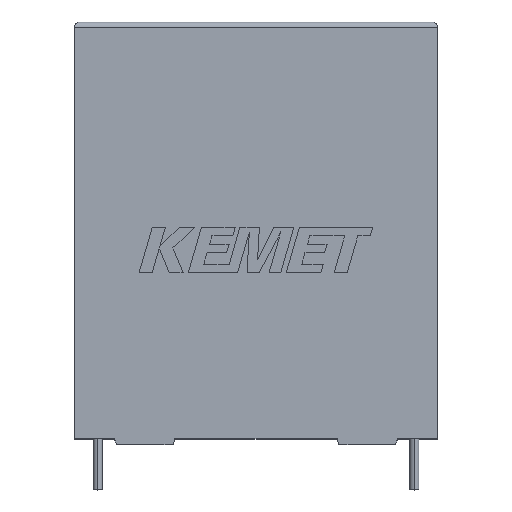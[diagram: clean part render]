
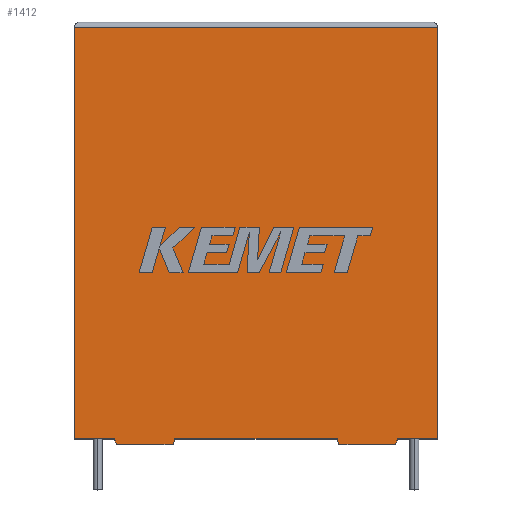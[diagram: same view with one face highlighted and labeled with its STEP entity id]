
A CAD part, top view. The second image highlights one B-rep face of the part: STEP entity #1412.
In plain terms, the highlighted planar face has unit normal (0, 0, 1).
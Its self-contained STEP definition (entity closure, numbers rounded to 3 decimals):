
#12 = CARTESIAN_POINT ( 'NONE',  ( 32., 0., 22.3 ) ) ;
#60 = LINE ( 'NONE', #2602, #2633 ) ;
#71 = DIRECTION ( 'NONE',  ( -1., 0., 0. ) ) ;
#107 = VERTEX_POINT ( 'NONE', #2516 ) ;
#128 = CARTESIAN_POINT ( 'NONE',  ( 28.3, -0.5, 22.3 ) ) ;
#161 = CARTESIAN_POINT ( 'NONE',  ( 28.45, 0., 22.3 ) ) ;
#218 = LINE ( 'NONE', #517, #524 ) ;
#270 = CARTESIAN_POINT ( 'NONE',  ( 23.3, -0.5, 22.3 ) ) ;
#286 = VERTEX_POINT ( 'NONE', #1036 ) ;
#293 = ORIENTED_EDGE ( 'NONE', *, *, #1967, .T. ) ;
#320 = CARTESIAN_POINT ( 'NONE',  ( 8.85, 0., 22.3 ) ) ;
#400 = VERTEX_POINT ( 'NONE', #564 ) ;
#422 = VECTOR ( 'NONE', #717, 1000. ) ;
#483 = EDGE_CURVE ( 'NONE', #1320, #2013, #3224, .T. ) ;
#489 = VERTEX_POINT ( 'NONE', #2880 ) ;
#514 = EDGE_CURVE ( 'NONE', #850, #2693, #1452, .T. ) ;
#515 = ORIENTED_EDGE ( 'NONE', *, *, #1155, .F. ) ;
#517 = CARTESIAN_POINT ( 'NONE',  ( 8.7, -0.5, 22.3 ) ) ;
#524 = VECTOR ( 'NONE', #2268, 1000. ) ;
#532 = VECTOR ( 'NONE', #2459, 1000. ) ;
#564 = CARTESIAN_POINT ( 'NONE',  ( 32., 36.2, 22.3 ) ) ;
#577 = VECTOR ( 'NONE', #837, 1000. ) ;
#583 = LINE ( 'NONE', #978, #1739 ) ;
#587 = CARTESIAN_POINT ( 'NONE',  ( 0., 0., 22.3 ) ) ;
#635 = CARTESIAN_POINT ( 'NONE',  ( 0., 0., 22.3 ) ) ;
#693 = VECTOR ( 'NONE', #2404, 1000. ) ;
#697 = CARTESIAN_POINT ( 'NONE',  ( 0., 0., 22.3 ) ) ;
#717 = DIRECTION ( 'NONE',  ( -0.287, 0.958, 0. ) ) ;
#797 = VECTOR ( 'NONE', #71, 1000. ) ;
#816 = AXIS2_PLACEMENT_3D ( 'NONE', #587, #2335, #853 ) ;
#837 = DIRECTION ( 'NONE',  ( -1., 0., 0. ) ) ;
#850 = VERTEX_POINT ( 'NONE', #2980 ) ;
#853 = DIRECTION ( 'NONE',  ( -1., 0., 0. ) ) ;
#933 = ORIENTED_EDGE ( 'NONE', *, *, #1145, .T. ) ;
#954 = FACE_OUTER_BOUND ( 'NONE', #2575, .T. ) ;
#957 = VERTEX_POINT ( 'NONE', #270 ) ;
#978 = CARTESIAN_POINT ( 'NONE',  ( 0., 0., 22.3 ) ) ;
#996 = LINE ( 'NONE', #2963, #422 ) ;
#1033 = VECTOR ( 'NONE', #1787, 1000. ) ;
#1036 = CARTESIAN_POINT ( 'NONE',  ( 0., 36.2, 22.3 ) ) ;
#1097 = PLANE ( 'NONE',  #816 ) ;
#1101 = VECTOR ( 'NONE', #2659, 1000. ) ;
#1145 = EDGE_CURVE ( 'NONE', #850, #2436, #2528, .T. ) ;
#1155 = EDGE_CURVE ( 'NONE', #2693, #957, #2295, .T. ) ;
#1253 = CARTESIAN_POINT ( 'NONE',  ( 32., 0., 22.3 ) ) ;
#1272 = DIRECTION ( 'NONE',  ( 0., 1., 0. ) ) ;
#1300 = EDGE_CURVE ( 'NONE', #1355, #2004, #2958, .T. ) ;
#1320 = VERTEX_POINT ( 'NONE', #697 ) ;
#1352 = LINE ( 'NONE', #1253, #1671 ) ;
#1355 = VERTEX_POINT ( 'NONE', #320 ) ;
#1361 = CARTESIAN_POINT ( 'NONE',  ( 3.55, 0., 22.3 ) ) ;
#1402 = ORIENTED_EDGE ( 'NONE', *, *, #514, .F. ) ;
#1409 = ORIENTED_EDGE ( 'NONE', *, *, #2959, .T. ) ;
#1412 = ADVANCED_FACE ( 'NONE', ( #954 ), #1097, .F. ) ;
#1452 = LINE ( 'NONE', #161, #1101 ) ;
#1664 = ORIENTED_EDGE ( 'NONE', *, *, #483, .T. ) ;
#1671 = VECTOR ( 'NONE', #1272, 1000. ) ;
#1673 = CARTESIAN_POINT ( 'NONE',  ( 3.55, 0., 22.3 ) ) ;
#1680 = CARTESIAN_POINT ( 'NONE',  ( 23.15, 0., 22.3 ) ) ;
#1713 = EDGE_CURVE ( 'NONE', #400, #286, #2560, .T. ) ;
#1739 = VECTOR ( 'NONE', #2220, 1000. ) ;
#1755 = ORIENTED_EDGE ( 'NONE', *, *, #2808, .T. ) ;
#1787 = DIRECTION ( 'NONE',  ( 1., 0., 0. ) ) ;
#1867 = ORIENTED_EDGE ( 'NONE', *, *, #2159, .T. ) ;
#1967 = EDGE_CURVE ( 'NONE', #489, #107, #60, .T. ) ;
#2004 = VERTEX_POINT ( 'NONE', #1680 ) ;
#2013 = VERTEX_POINT ( 'NONE', #1673 ) ;
#2072 = CARTESIAN_POINT ( 'NONE',  ( 0., 0., 22.3 ) ) ;
#2085 = EDGE_CURVE ( 'NONE', #957, #2004, #996, .T. ) ;
#2159 = EDGE_CURVE ( 'NONE', #2013, #489, #3240, .T. ) ;
#2220 = DIRECTION ( 'NONE',  ( 0., -1., 0. ) ) ;
#2268 = DIRECTION ( 'NONE',  ( 0.287, 0.958, 0. ) ) ;
#2295 = LINE ( 'NONE', #3122, #577 ) ;
#2335 = DIRECTION ( 'NONE',  ( 0., 0., -1. ) ) ;
#2384 = DIRECTION ( 'NONE',  ( 1., 0., 0. ) ) ;
#2392 = ORIENTED_EDGE ( 'NONE', *, *, #1300, .T. ) ;
#2404 = DIRECTION ( 'NONE',  ( 1., 0., 0. ) ) ;
#2436 = VERTEX_POINT ( 'NONE', #12 ) ;
#2459 = DIRECTION ( 'NONE',  ( 0.287, -0.958, 0. ) ) ;
#2516 = CARTESIAN_POINT ( 'NONE',  ( 8.7, -0.5, 22.3 ) ) ;
#2528 = LINE ( 'NONE', #2072, #1033 ) ;
#2533 = ORIENTED_EDGE ( 'NONE', *, *, #3198, .T. ) ;
#2555 = VECTOR ( 'NONE', #2384, 1000. ) ;
#2560 = LINE ( 'NONE', #2806, #797 ) ;
#2575 = EDGE_LOOP ( 'NONE', ( #1409, #3119, #2533, #1664, #1867, #293, #1755, #2392, #2786, #515, #1402, #933 ) ) ;
#2602 = CARTESIAN_POINT ( 'NONE',  ( 3.7, -0.5, 22.3 ) ) ;
#2633 = VECTOR ( 'NONE', #2853, 1000. ) ;
#2659 = DIRECTION ( 'NONE',  ( -0.287, -0.958, 0. ) ) ;
#2693 = VERTEX_POINT ( 'NONE', #128 ) ;
#2786 = ORIENTED_EDGE ( 'NONE', *, *, #2085, .F. ) ;
#2806 = CARTESIAN_POINT ( 'NONE',  ( 0., 36.2, 22.3 ) ) ;
#2808 = EDGE_CURVE ( 'NONE', #107, #1355, #218, .T. ) ;
#2853 = DIRECTION ( 'NONE',  ( 1., 0., 0. ) ) ;
#2880 = CARTESIAN_POINT ( 'NONE',  ( 3.7, -0.5, 22.3 ) ) ;
#2958 = LINE ( 'NONE', #3134, #693 ) ;
#2959 = EDGE_CURVE ( 'NONE', #2436, #400, #1352, .T. ) ;
#2963 = CARTESIAN_POINT ( 'NONE',  ( 23.3, -0.5, 22.3 ) ) ;
#2980 = CARTESIAN_POINT ( 'NONE',  ( 28.45, 0., 22.3 ) ) ;
#3119 = ORIENTED_EDGE ( 'NONE', *, *, #1713, .T. ) ;
#3122 = CARTESIAN_POINT ( 'NONE',  ( 28.3, -0.5, 22.3 ) ) ;
#3134 = CARTESIAN_POINT ( 'NONE',  ( 0., 0., 22.3 ) ) ;
#3198 = EDGE_CURVE ( 'NONE', #286, #1320, #583, .T. ) ;
#3224 = LINE ( 'NONE', #635, #2555 ) ;
#3240 = LINE ( 'NONE', #1361, #532 ) ;
